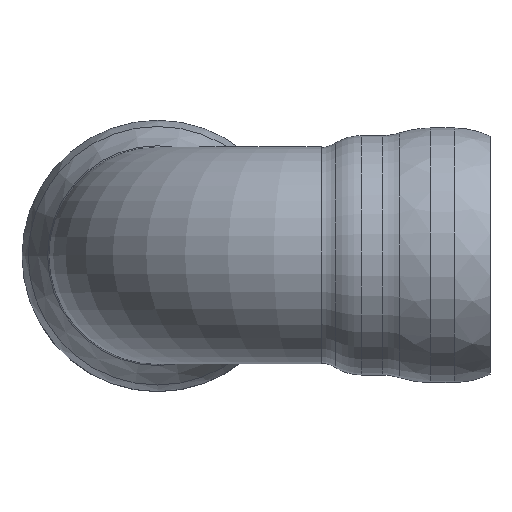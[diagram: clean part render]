
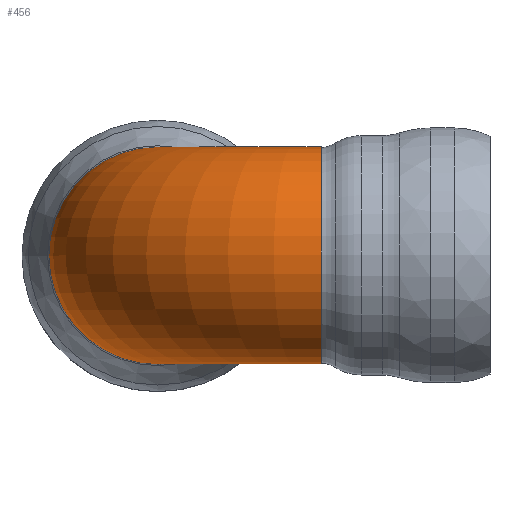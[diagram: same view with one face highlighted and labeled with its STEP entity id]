
A CAD part, top view. The second image highlights one B-rep face of the part: STEP entity #456.
In plain terms, the highlighted toroidal (fillet/blend) face has major radius 320 mm and minor radius 212 mm.
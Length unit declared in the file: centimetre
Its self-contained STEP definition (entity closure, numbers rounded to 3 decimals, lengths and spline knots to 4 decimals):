
#48=TOROIDAL_SURFACE('',#660,32.,21.2);
#86=FACE_OUTER_BOUND('',#122,.T.);
#122=EDGE_LOOP('',(#409,#410,#411,#412));
#175=VERTEX_POINT('',#1203);
#176=VERTEX_POINT('',#1205);
#254=EDGE_CURVE('',#175,#175,#526,.T.);
#255=EDGE_CURVE('',#175,#176,#527,.T.);
#256=EDGE_CURVE('',#176,#176,#528,.T.);
#409=ORIENTED_EDGE('',*,*,#254,.F.);
#410=ORIENTED_EDGE('',*,*,#255,.T.);
#411=ORIENTED_EDGE('',*,*,#256,.T.);
#412=ORIENTED_EDGE('',*,*,#255,.F.);
#456=ADVANCED_FACE('',(#86),#48,.T.);
#526=CIRCLE('',#661,21.2);
#527=CIRCLE('',#662,10.8);
#528=CIRCLE('',#663,21.2);
#660=AXIS2_PLACEMENT_3D('',#1202,#864,#865);
#661=AXIS2_PLACEMENT_3D('',#1204,#866,#867);
#662=AXIS2_PLACEMENT_3D('',#1206,#868,#869);
#663=AXIS2_PLACEMENT_3D('',#1207,#870,#871);
#864=DIRECTION('center_axis',(0.,1.,0.));
#865=DIRECTION('ref_axis',(0.,0.,1.));
#866=DIRECTION('center_axis',(1.,0.,0.));
#867=DIRECTION('ref_axis',(0.,0.,-1.));
#868=DIRECTION('center_axis',(0.,-1.,0.));
#869=DIRECTION('ref_axis',(0.,0.,1.));
#870=DIRECTION('center_axis',(0.,0.,
1.));
#871=DIRECTION('ref_axis',(1.,0.,0.));
#1202=CARTESIAN_POINT('Origin',(405.7277,172.3569,5.5));
#1203=CARTESIAN_POINT('',(405.7277,172.3569,16.3));
#1204=CARTESIAN_POINT('Origin',(405.7277,172.3569,37.5));
#1205=CARTESIAN_POINT('',(394.9277,172.3569,5.5));
#1206=CARTESIAN_POINT('Origin',(405.7277,172.3569,5.5));
#1207=CARTESIAN_POINT('Origin',(373.7277,172.3569,5.5));
